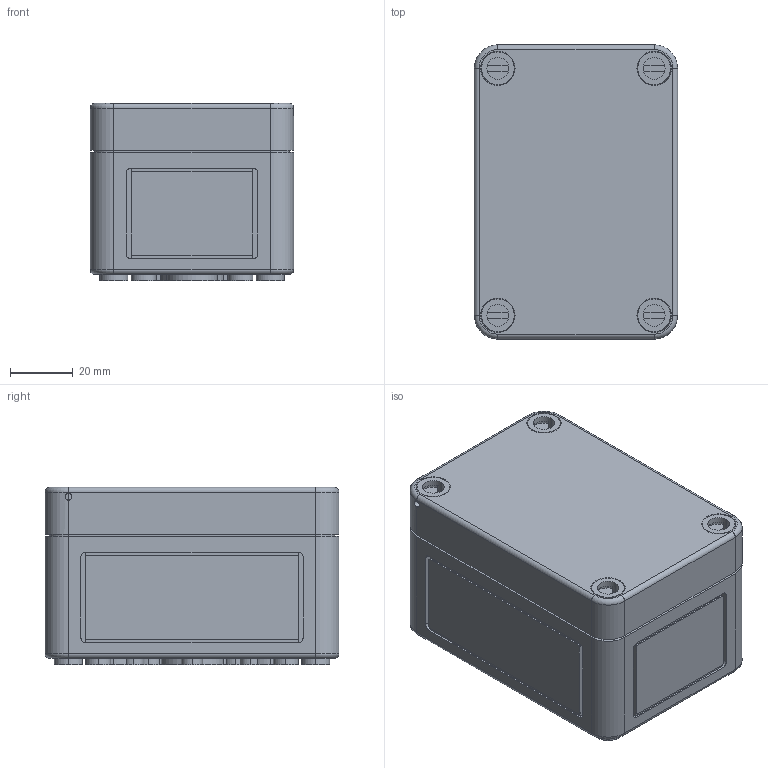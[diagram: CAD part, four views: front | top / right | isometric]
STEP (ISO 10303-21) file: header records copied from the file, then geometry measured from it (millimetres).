
FILE_DESCRIPTION (( 'STEP AP203' ), '1' );
FILE_NAME ('60070911.step', '2014-12-03T14:59:12', ( 'Windows-Benutzer' ), ( '' ), 'SwSTEP 2.0', 'SolidWorks 2014', '' );
FILE_SCHEMA (( 'CONFIG_CONTROL_DESIGN' ));
Length unit declared in the file: millimetre
Products named in the file (4): Kasten_TK97-o60070911; Deckel_TK97-660070911; Schraube_TK34mm-grau60070911; 60070911
Assembly tree (6 placements, depth 2):
  60070911
    Kasten_TK97-o60070911
    Deckel_TK97-660070911
    Schraube_TK34mm-grau60070911  x4
Bounding box: 65 x 94 x 56.7 mm (x, y, z)
Volume: 96943 mm3; surface area: 75367.1 mm2
Topology: 6 solids, 6 shells, 702 faces, 1802 edges, 1172 vertices
Faces by surface type: plane 344, cylinder 286, cone 56, torus 16
Entity records: 18160 total; most frequent: DIRECTION 3224, CARTESIAN_POINT 3157, ORIENTED_EDGE 2944, EDGE_CURVE 1472, AXIS2_PLACEMENT_3D 1195, VERTEX_POINT 956, LINE 834, VECTOR 834
